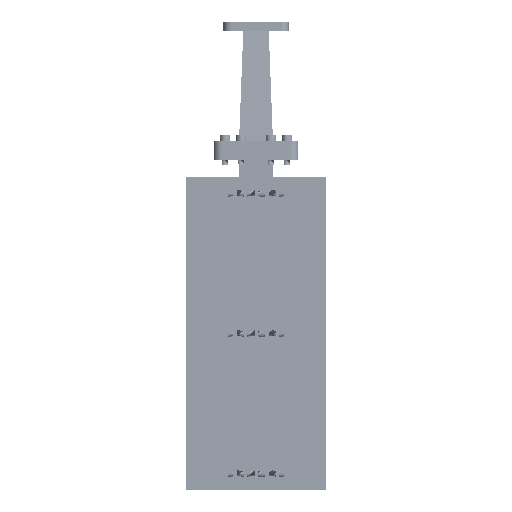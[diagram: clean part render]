
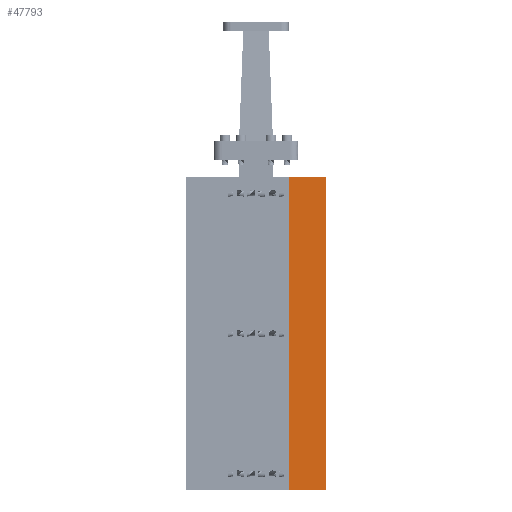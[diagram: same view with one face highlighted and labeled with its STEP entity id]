
A CAD part, left-side view. The second image highlights one B-rep face of the part: STEP entity #47793.
In plain terms, the highlighted planar face has unit normal (-1, 0, 0).
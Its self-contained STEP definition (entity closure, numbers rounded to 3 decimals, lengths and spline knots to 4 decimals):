
#11792 = CARTESIAN_POINT ( 'NONE',  ( -1.94, -2.0669, -4.5669 ) ) ;
#16966 = VERTEX_POINT ( 'NONE', #217519 ) ;
#20667 = CARTESIAN_POINT ( 'NONE',  ( -1.94, -2.0669, -4.5669 ) ) ;
#21614 = EDGE_LOOP ( 'NONE', ( #291246, #25210, #147479, #176209 ) ) ;
#25210 = ORIENTED_EDGE ( 'NONE', *, *, #205754, .F. ) ;
#47793 = ADVANCED_FACE ( 'NONE', ( #151698 ), #56951, .T. ) ;
#56951 = PLANE ( 'NONE',  #98365 ) ;
#58431 = DIRECTION ( 'NONE',  ( -1., 0., 0. ) ) ;
#60111 = VECTOR ( 'NONE', #292424, 39.3701 ) ;
#62869 = DIRECTION ( 'NONE',  ( 0., 0., -1. ) ) ;
#71461 = LINE ( 'NONE', #142108, #232983 ) ;
#90934 = VERTEX_POINT ( 'NONE', #264511 ) ;
#91847 = LINE ( 'NONE', #278297, #60111 ) ;
#98365 = AXIS2_PLACEMENT_3D ( 'NONE', #11792, #58431, #103579 ) ;
#103579 = DIRECTION ( 'NONE',  ( 0., 0., 1. ) ) ;
#117838 = CARTESIAN_POINT ( 'NONE',  ( -1.94, -2.0669, -4.5669 ) ) ;
#118110 = VECTOR ( 'NONE', #62869, 39.3701 ) ;
#137499 = VERTEX_POINT ( 'NONE', #179347 ) ;
#138962 = LINE ( 'NONE', #117838, #248915 ) ;
#142108 = CARTESIAN_POINT ( 'NONE',  ( -1.94, -2.0669, -13.7795 ) ) ;
#147194 = VERTEX_POINT ( 'NONE', #216324 ) ;
#147479 = ORIENTED_EDGE ( 'NONE', *, *, #224137, .F. ) ;
#151698 = FACE_OUTER_BOUND ( 'NONE', #21614, .T. ) ;
#176209 = ORIENTED_EDGE ( 'NONE', *, *, #269866, .T. ) ;
#179347 = CARTESIAN_POINT ( 'NONE',  ( -1.94, -2.0669, -4.5669 ) ) ;
#205754 = EDGE_CURVE ( 'NONE', #137499, #90934, #226777, .T. ) ;
#216324 = CARTESIAN_POINT ( 'NONE',  ( -1.94, -0.965, -13.7795 ) ) ;
#217519 = CARTESIAN_POINT ( 'NONE',  ( -1.94, -0.965, -4.5669 ) ) ;
#224137 = EDGE_CURVE ( 'NONE', #16966, #137499, #138962, .T. ) ;
#226777 = LINE ( 'NONE', #20667, #118110 ) ;
#232983 = VECTOR ( 'NONE', #235377, 39.3701 ) ;
#235377 = DIRECTION ( 'NONE',  ( 0., -1., 0. ) ) ;
#248915 = VECTOR ( 'NONE', #250354, 39.3701 ) ;
#250354 = DIRECTION ( 'NONE',  ( 0., -1., 0. ) ) ;
#264511 = CARTESIAN_POINT ( 'NONE',  ( -1.94, -2.0669, -13.7795 ) ) ;
#269580 = EDGE_CURVE ( 'NONE', #147194, #90934, #71461, .T. ) ;
#269866 = EDGE_CURVE ( 'NONE', #16966, #147194, #91847, .T. ) ;
#278297 = CARTESIAN_POINT ( 'NONE',  ( -1.94, -0.965, -4.5669 ) ) ;
#291246 = ORIENTED_EDGE ( 'NONE', *, *, #269580, .T. ) ;
#292424 = DIRECTION ( 'NONE',  ( 0., 0., -1. ) ) ;
